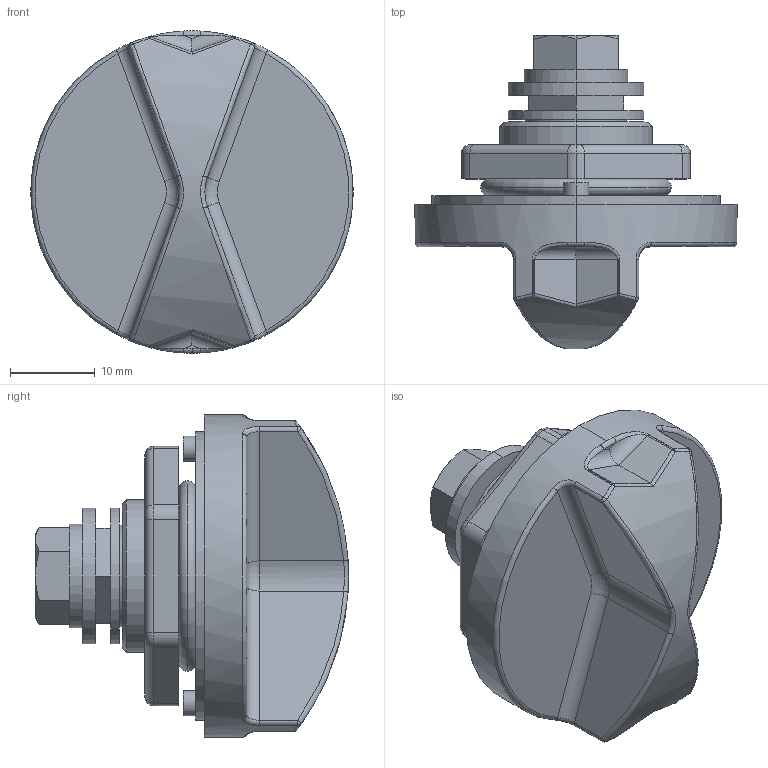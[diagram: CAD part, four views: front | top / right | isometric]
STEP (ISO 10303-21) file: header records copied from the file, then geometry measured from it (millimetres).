
FILE_DESCRIPTION (( 'STEP AP214' ), '1' );
FILE_NAME ('THA_227.STEP', '2009-04-20T00:58:36', ( '柏木　弓枝' ), ( 'HSK' ), 'SwSTEP 2.0', 'SolidWorks 2003240', '' );
FILE_SCHEMA (( 'AUTOMOTIVE_DESIGN' ));
Length unit declared in the file: millimetre
Products named in the file (8): washer_C_蹬怮椔; washer_D_蹬怮椔; bolt_蹬怮椔; body_蹬怮椔; nut_蹬怮椔; washer_B_蹬怮椔; THA_227; knob_蹬怮椔
Assembly tree (7 placements, depth 2):
  THA_227
    nut_蹬怮椔
    washer_C_蹬怮椔
    body_蹬怮椔
    knob_蹬怮椔
    washer_D_蹬怮椔
    bolt_蹬怮椔
    washer_B_蹬怮椔
Bounding box: 38 x 36.9 x 38 mm (x, y, z)
Volume: 13617.6 mm3; surface area: 10903.2 mm2
Topology: 7 solids, 7 shells, 232 faces, 540 edges, 333 vertices
Faces by surface type: cylinder 89, plane 86, bspline 22, torus 20, sphere 8, cone 7
Entity records: 12763 total; most frequent: CARTESIAN_POINT 7282, DIRECTION 1131, ORIENTED_EDGE 1064, EDGE_CURVE 532, AXIS2_PLACEMENT_3D 443, VERTEX_POINT 329, EDGE_LOOP 257, VECTOR 245
